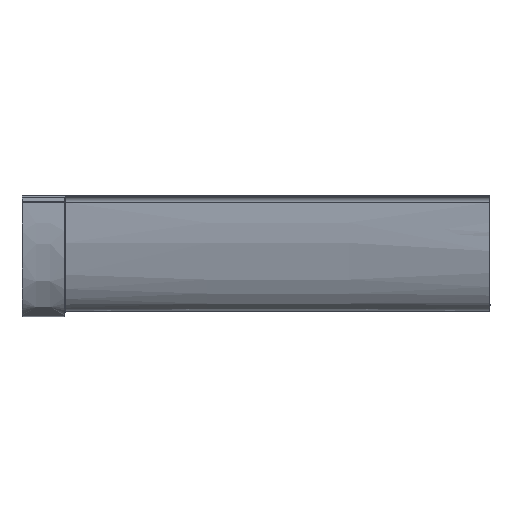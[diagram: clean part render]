
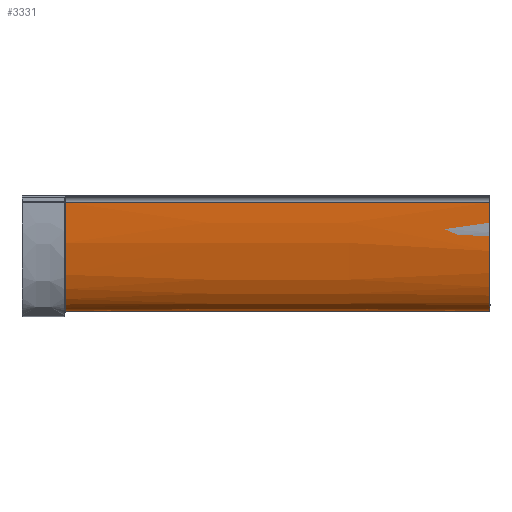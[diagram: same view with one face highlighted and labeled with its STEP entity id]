
A CAD part, front view. The second image highlights one B-rep face of the part: STEP entity #3331.
In plain terms, the highlighted free-form (B-spline) face has degree [3, 3] with [10, 4] control points.
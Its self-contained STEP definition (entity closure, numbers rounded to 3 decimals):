
#31 = CARTESIAN_POINT ( 'NONE',  ( 55.075, -4.477, -3.149 ) ) ;
#32 = CARTESIAN_POINT ( 'NONE',  ( 5.125, -4.553, -1.578 ) ) ;
#33 = CARTESIAN_POINT ( 'NONE',  ( 21.775, -4.553, -1.578 ) ) ;
#34 = CARTESIAN_POINT ( 'NONE',  ( 38.425, -4.553, -1.578 ) ) ;
#35 = CARTESIAN_POINT ( 'NONE',  ( 55.075, -4.553, -1.578 ) ) ;
#36 = CARTESIAN_POINT ( 'NONE',  ( 5.125, -4.569, -0.785 ) ) ;
#111 = CARTESIAN_POINT ( 'NONE',  ( 55.075, -4.569, -0.785 ) ) ;
#145 = CARTESIAN_POINT ( 'NONE',  ( 5.125, 0., -13.576 ) ) ;
#146 = CARTESIAN_POINT ( 'NONE',  ( 5.125, -4.569, -0.785 ) ) ;
#152 = LINE ( 'NONE', #162, #161 ) ;
#159 = CARTESIAN_POINT ( 'NONE',  ( 55.075, 0., -13.576 ) ) ;
#160 = DIRECTION ( 'NONE',  ( -1., 0., 0. ) ) ;
#161 = VECTOR ( 'NONE', #160, 1000. ) ;
#162 = CARTESIAN_POINT ( 'NONE',  ( 55.075, -4.569, -0.785 ) ) ;
#191 = CARTESIAN_POINT ( 'NONE',  ( 5.125, 0., -13.576 ) ) ;
#192 = CARTESIAN_POINT ( 'NONE',  ( 5.125, -0.152, -13.576 ) ) ;
#193 = CARTESIAN_POINT ( 'NONE',  ( 5.125, -0.304, -13.555 ) ) ;
#194 = CARTESIAN_POINT ( 'NONE',  ( 5.125, -0.592, -13.471 ) ) ;
#195 = CARTESIAN_POINT ( 'NONE',  ( 5.125, -0.73, -13.408 ) ) ;
#196 = CARTESIAN_POINT ( 'NONE',  ( 5.125, -1.123, -13.182 ) ) ;
#197 = CARTESIAN_POINT ( 'NONE',  ( 5.125, -1.354, -12.983 ) ) ;
#198 = CARTESIAN_POINT ( 'NONE',  ( 5.125, -1.763, -12.545 ) ) ;
#199 = CARTESIAN_POINT ( 'NONE',  ( 5.125, -1.942, -12.305 ) ) ;
#200 = CARTESIAN_POINT ( 'NONE',  ( 5.125, -2.269, -11.802 ) ) ;
#201 = CARTESIAN_POINT ( 'NONE',  ( 5.125, -2.416, -11.539 ) ) ;
#202 = CARTESIAN_POINT ( 'NONE',  ( 5.125, -2.82, -10.735 ) ) ;
#203 = CARTESIAN_POINT ( 'NONE',  ( 5.125, -3.042, -10.174 ) ) ;
#204 = CARTESIAN_POINT ( 'NONE',  ( 5.125, -3.423, -9.043 ) ) ;
#205 = CARTESIAN_POINT ( 'NONE',  ( 5.125, -3.583, -8.469 ) ) ;
#206 = CARTESIAN_POINT ( 'NONE',  ( 5.125, -4.001, -6.732 ) ) ;
#207 = CARTESIAN_POINT ( 'NONE',  ( 5.125, -4.198, -5.548 ) ) ;
#208 = CARTESIAN_POINT ( 'NONE',  ( 5.125, -4.401, -3.767 ) ) ;
#214 = CARTESIAN_POINT ( 'NONE',  ( 5.125, -4.454, -3.173 ) ) ;
#215 = CARTESIAN_POINT ( 'NONE',  ( 5.125, -4.532, -1.981 ) ) ;
#216 = CARTESIAN_POINT ( 'NONE',  ( 5.125, -4.557, -1.382 ) ) ;
#217 = CARTESIAN_POINT ( 'NONE',  ( 5.125, -4.569, -0.785 ) ) ;
#218 = B_SPLINE_CURVE_WITH_KNOTS ( 'NONE', 3,
 ( #217, #216, #215, #214, #208, #207, #206, #205, #204, #203, #202, #201, #200, #199, #198, #197, #196, #195, #194, #193, #192, #191 ),
 .UNSPECIFIED., .F., .F.,
 ( 4, 2, 2, 2, 2, 2, 2, 2, 2, 2, 4 ),
 ( 0., 0.002, 0.004, 0.007, 0.009, 0.011, 0.012, 0.013, 0.013, 0.014, 0.014 ),
 .UNSPECIFIED. ) ;
#240 = CARTESIAN_POINT ( 'NONE',  ( 21.775, -4.569, -0.785 ) ) ;
#241 = CARTESIAN_POINT ( 'NONE',  ( 38.425, -4.569, -0.785 ) ) ;
#242 = CARTESIAN_POINT ( 'NONE',  ( 55.075, -4.569, -0.785 ) ) ;
#247 = B_SPLINE_SURFACE_WITH_KNOTS ( 'NONE', 3, 3, ( 
 ( #242, #241, #240, #36 ),
 ( #35, #34, #33, #32 ),
 ( #31, #429, #483, #482 ),
 ( #481, #480, #479, #478 ),
 ( #477, #476, #475, #474 ),
 ( #473, #472, #471, #504 ),
 ( #503, #502, #501, #500 ),
 ( #499, #498, #497, #496 ),
 ( #495, #494, #493, #492 ),
 ( #491, #490, #489, #488 ) ),
 .UNSPECIFIED., .F., .F., .F.,
 ( 4, 1, 1, 1, 1, 1, 1, 4 ),
 ( 4, 4 ),
 ( 0., 0.125, 0.25, 0.5, 0.625, 0.75, 0.875, 1. ),
 ( 0., 1. ),
 .UNSPECIFIED. ) ;
#428 = B_SPLINE_CURVE_WITH_KNOTS ( 'NONE', 3,
 ( #513, #505, #508, #507, #506, #518, #517, #485, #484, #487 ),
 .UNSPECIFIED., .F., .F.,
 ( 4, 1, 1, 1, 1, 1, 1, 4 ),
 ( 0., 0.125, 0.25, 0.5, 0.625, 0.75, 0.875, 1. ),
 .UNSPECIFIED. ) ;
#429 = CARTESIAN_POINT ( 'NONE',  ( 38.425, -4.477, -3.149 ) ) ;
#461 = FACE_OUTER_BOUND ( 'NONE', #3284, .T. ) ;
#471 = CARTESIAN_POINT ( 'NONE',  ( 21.775, -2.441, -11.586 ) ) ;
#472 = CARTESIAN_POINT ( 'NONE',  ( 38.425, -2.441, -11.586 ) ) ;
#473 = CARTESIAN_POINT ( 'NONE',  ( 55.075, -2.441, -11.586 ) ) ;
#474 = CARTESIAN_POINT ( 'NONE',  ( 5.125, -3.402, -9.392 ) ) ;
#475 = CARTESIAN_POINT ( 'NONE',  ( 21.775, -3.402, -9.392 ) ) ;
#476 = CARTESIAN_POINT ( 'NONE',  ( 38.425, -3.402, -9.392 ) ) ;
#477 = CARTESIAN_POINT ( 'NONE',  ( 55.075, -3.402, -9.392 ) ) ;
#478 = CARTESIAN_POINT ( 'NONE',  ( 5.125, -4.112, -6.393 ) ) ;
#479 = CARTESIAN_POINT ( 'NONE',  ( 21.775, -4.112, -6.393 ) ) ;
#480 = CARTESIAN_POINT ( 'NONE',  ( 38.425, -4.112, -6.393 ) ) ;
#481 = CARTESIAN_POINT ( 'NONE',  ( 55.075, -4.112, -6.393 ) ) ;
#482 = CARTESIAN_POINT ( 'NONE',  ( 5.125, -4.477, -3.149 ) ) ;
#483 = CARTESIAN_POINT ( 'NONE',  ( 21.775, -4.477, -3.149 ) ) ;
#484 = CARTESIAN_POINT ( 'NONE',  ( 55.075, -0.278, -13.576 ) ) ;
#485 = CARTESIAN_POINT ( 'NONE',  ( 55.075, -0.796, -13.442 ) ) ;
#487 = CARTESIAN_POINT ( 'NONE',  ( 55.075, 0., -13.576 ) ) ;
#488 = CARTESIAN_POINT ( 'NONE',  ( 5.125, 0., -13.576 ) ) ;
#489 = CARTESIAN_POINT ( 'NONE',  ( 21.775, 0., -13.576 ) ) ;
#490 = CARTESIAN_POINT ( 'NONE',  ( 38.425, 0., -13.576 ) ) ;
#491 = CARTESIAN_POINT ( 'NONE',  ( 55.075, 0., -13.576 ) ) ;
#492 = CARTESIAN_POINT ( 'NONE',  ( 5.125, -0.278, -13.576 ) ) ;
#493 = CARTESIAN_POINT ( 'NONE',  ( 21.775, -0.278, -13.576 ) ) ;
#494 = CARTESIAN_POINT ( 'NONE',  ( 38.425, -0.278, -13.576 ) ) ;
#495 = CARTESIAN_POINT ( 'NONE',  ( 55.075, -0.278, -13.576 ) ) ;
#496 = CARTESIAN_POINT ( 'NONE',  ( 5.125, -0.796, -13.442 ) ) ;
#497 = CARTESIAN_POINT ( 'NONE',  ( 21.775, -0.796, -13.442 ) ) ;
#498 = CARTESIAN_POINT ( 'NONE',  ( 38.425, -0.796, -13.442 ) ) ;
#499 = CARTESIAN_POINT ( 'NONE',  ( 55.075, -0.796, -13.442 ) ) ;
#500 = CARTESIAN_POINT ( 'NONE',  ( 5.125, -1.636, -12.772 ) ) ;
#501 = CARTESIAN_POINT ( 'NONE',  ( 21.775, -1.636, -12.772 ) ) ;
#502 = CARTESIAN_POINT ( 'NONE',  ( 38.425, -1.636, -12.772 ) ) ;
#503 = CARTESIAN_POINT ( 'NONE',  ( 55.075, -1.636, -12.772 ) ) ;
#504 = CARTESIAN_POINT ( 'NONE',  ( 5.125, -2.441, -11.586 ) ) ;
#505 = CARTESIAN_POINT ( 'NONE',  ( 55.075, -4.553, -1.578 ) ) ;
#506 = CARTESIAN_POINT ( 'NONE',  ( 55.075, -3.402, -9.392 ) ) ;
#507 = CARTESIAN_POINT ( 'NONE',  ( 55.075, -4.112, -6.393 ) ) ;
#508 = CARTESIAN_POINT ( 'NONE',  ( 55.075, -4.477, -3.149 ) ) ;
#509 = DIRECTION ( 'NONE',  ( -1., 0., 0. ) ) ;
#510 = VECTOR ( 'NONE', #509, 1000. ) ;
#511 = CARTESIAN_POINT ( 'NONE',  ( 55.075, 0., -13.576 ) ) ;
#512 = LINE ( 'NONE', #511, #510 ) ;
#513 = CARTESIAN_POINT ( 'NONE',  ( 55.075, -4.569, -0.785 ) ) ;
#517 = CARTESIAN_POINT ( 'NONE',  ( 55.075, -1.636, -12.772 ) ) ;
#518 = CARTESIAN_POINT ( 'NONE',  ( 55.075, -2.441, -11.586 ) ) ;
#3279 = VERTEX_POINT ( 'NONE', #111 ) ;
#3280 = VERTEX_POINT ( 'NONE', #146 ) ;
#3284 = EDGE_LOOP ( 'NONE', ( #3332, #3557, #3341, #3553 ) ) ;
#3286 = EDGE_CURVE ( 'NONE', #3279, #3280, #152, .T. ) ;
#3288 = VERTEX_POINT ( 'NONE', #159 ) ;
#3289 = EDGE_CURVE ( 'NONE', #3280, #3290, #218, .T. ) ;
#3290 = VERTEX_POINT ( 'NONE', #145 ) ;
#3331 = ADVANCED_FACE ( 'NONE', ( #461 ), #247, .F. ) ;
#3332 = ORIENTED_EDGE ( 'NONE', *, *, #3286, .T. ) ;
#3341 = ORIENTED_EDGE ( 'NONE', *, *, #3342, .F. ) ;
#3342 = EDGE_CURVE ( 'NONE', #3288, #3290, #512, .T. ) ;
#3343 = EDGE_CURVE ( 'NONE', #3279, #3288, #428, .T. ) ;
#3553 = ORIENTED_EDGE ( 'NONE', *, *, #3343, .F. ) ;
#3557 = ORIENTED_EDGE ( 'NONE', *, *, #3289, .T. ) ;
